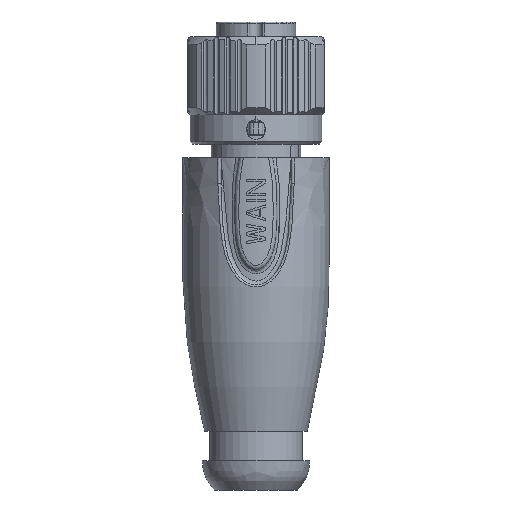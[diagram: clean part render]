
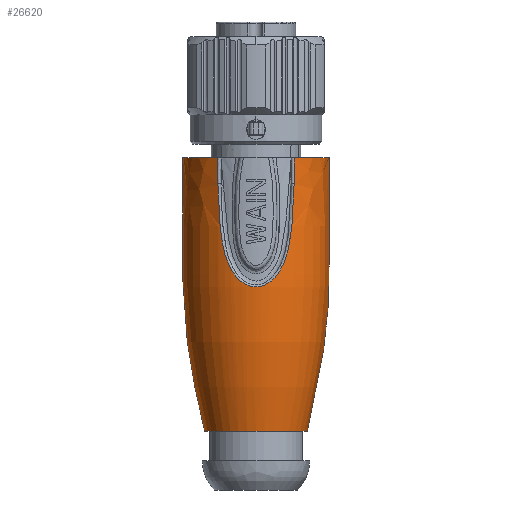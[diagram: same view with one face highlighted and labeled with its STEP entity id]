
A CAD part, front view. The second image highlights one B-rep face of the part: STEP entity #26620.
In plain terms, the highlighted face is a revolution surface.
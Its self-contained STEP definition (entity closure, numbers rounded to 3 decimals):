
#1374=CARTESIAN_POINT('',(-3.904,-6.404,
-12.4));
#1387=CARTESIAN_POINT('',(0.,0.,-12.4));
#1388=DIRECTION('',(0.,0.,1.));
#1389=DIRECTION('',(-1.,0.,0.));
#1390=AXIS2_PLACEMENT_3D('',#1387,#1388,#1389);
#1476=CARTESIAN_POINT('',(0.,0.,-12.4));
#1477=DIRECTION('',(0.,0.,1.));
#1478=DIRECTION('',(0.521,-0.854,0.));
#1479=AXIS2_PLACEMENT_3D('',#1476,#1477,#1478);
#1492=CARTESIAN_POINT('',(3.904,-6.404,
-12.4));
#2815=CARTESIAN_POINT('',(-3.9,-6.407,
-15.063));
#2816=CARTESIAN_POINT('',(-3.902,-6.406,
-14.795));
#2817=CARTESIAN_POINT('',(-3.903,-6.405,
-14.241));
#2818=CARTESIAN_POINT('',(-3.903,-6.404,
-13.355));
#2819=CARTESIAN_POINT('',(-3.903,-6.404,
-12.724));
#2820=CARTESIAN_POINT('',(-3.904,-6.404,
-12.4));
#2825=CARTESIAN_POINT('',(3.901,-6.406,
-15.061));
#2826=CARTESIAN_POINT('',(3.898,-6.409,
-15.53));
#2827=CARTESIAN_POINT('',(3.874,-6.422,
-16.42));
#2828=CARTESIAN_POINT('',(3.818,-6.455,
-17.585));
#2829=CARTESIAN_POINT('',(3.745,-6.498,
-18.627));
#2830=CARTESIAN_POINT('',(3.66,-6.545,
-19.559));
#2831=CARTESIAN_POINT('',(3.565,-6.598,
-20.399));
#2832=CARTESIAN_POINT('',(3.449,-6.66,
-21.157));
#2833=CARTESIAN_POINT('',(3.306,-6.734,
-21.836));
#2834=CARTESIAN_POINT('',(3.139,-6.814,
-22.44));
#2835=CARTESIAN_POINT('',(2.949,-6.898,
-22.972));
#2836=CARTESIAN_POINT('',(2.746,-6.98,
-23.433));
#2837=CARTESIAN_POINT('',(2.536,-7.056,
-23.828));
#2838=CARTESIAN_POINT('',(2.325,-7.125,
-24.167));
#2839=CARTESIAN_POINT('',(2.112,-7.187,
-24.455));
#2840=CARTESIAN_POINT('',(1.901,-7.242,
-24.699));
#2841=CARTESIAN_POINT('',(1.693,-7.291,
-24.904));
#2842=CARTESIAN_POINT('',(1.486,-7.332,
-25.075));
#2843=CARTESIAN_POINT('',(1.286,-7.367,
-25.215));
#2844=CARTESIAN_POINT('',(1.095,-7.395,
-25.328));
#2845=CARTESIAN_POINT('',(0.916,-7.417,
-25.416));
#2846=CARTESIAN_POINT('',(0.74,-7.435,
-25.487));
#2847=CARTESIAN_POINT('',(0.546,-7.451,
-25.548));
#2848=CARTESIAN_POINT('',(0.337,-7.462,
-25.592));
#2849=CARTESIAN_POINT('',(0.136,-7.468,
-25.614));
#2850=CARTESIAN_POINT('',(-0.057,-7.469,
-25.616));
#2851=CARTESIAN_POINT('',(-0.264,-7.465,
-25.598));
#2852=CARTESIAN_POINT('',(-0.49,-7.455,
-25.556));
#2853=CARTESIAN_POINT('',(-0.732,-7.437,
-25.484));
#2854=CARTESIAN_POINT('',(-0.994,-7.409,
-25.379));
#2855=CARTESIAN_POINT('',(-1.269,-7.37,
-25.233));
#2856=CARTESIAN_POINT('',(-1.555,-7.32,
-25.036));
#2857=CARTESIAN_POINT('',(-1.847,-7.256,
-24.778));
#2858=CARTESIAN_POINT('',(-2.135,-7.182,
-24.451));
#2859=CARTESIAN_POINT('',(-2.379,-7.108,
-24.099));
#2860=CARTESIAN_POINT('',(-2.562,-7.046,
-23.785));
#2861=CARTESIAN_POINT('',(-2.723,-6.988,
-23.469));
#2862=CARTESIAN_POINT('',(-2.882,-6.925,
-23.114));
#2863=CARTESIAN_POINT('',(-3.038,-6.859,
-22.704));
#2864=CARTESIAN_POINT('',(-3.187,-6.791,
-22.238));
#2865=CARTESIAN_POINT('',(-3.322,-6.726,
-21.72));
#2866=CARTESIAN_POINT('',(-3.442,-6.664,
-21.142));
#2867=CARTESIAN_POINT('',(-3.546,-6.609,
-20.5));
#2868=CARTESIAN_POINT('',(-3.634,-6.56,
-19.794));
#2869=CARTESIAN_POINT('',(-3.713,-6.516,
-19.019));
#2870=CARTESIAN_POINT('',(-3.783,-6.476,
-18.169));
#2871=CARTESIAN_POINT('',(-3.84,-6.443,
-17.236));
#2872=CARTESIAN_POINT('',(-3.882,-6.418,
-16.214));
#2873=CARTESIAN_POINT('',(-3.897,-6.408,
-15.457));
#2874=CARTESIAN_POINT('',(-3.9,-6.407,
-15.063));
#2879=CARTESIAN_POINT('',(3.904,-6.404,
-12.4));
#2880=CARTESIAN_POINT('',(3.904,-6.403,
-12.723));
#2881=CARTESIAN_POINT('',(3.906,-6.403,
-13.35));
#2882=CARTESIAN_POINT('',(3.906,-6.403,
-14.235));
#2883=CARTESIAN_POINT('',(3.904,-6.405,
-14.792));
#2884=CARTESIAN_POINT('',(3.901,-6.406,
-15.061));
#2889=CARTESIAN_POINT('',(0.,0.,-40.4));
#2890=DIRECTION('',(0.,0.,1.));
#2891=DIRECTION('',(-1.,0.,0.));
#2892=AXIS2_PLACEMENT_3D('',#2889,#2890,#2891);
#3322=CARTESIAN_POINT('',(-7.5,0.,-12.4));
#3323=CARTESIAN_POINT('',(-7.499,0.,-12.821));
#3324=CARTESIAN_POINT('',(-7.501,0.,-14.477));
#3325=CARTESIAN_POINT('',(-7.5,0.,-17.389));
#3326=CARTESIAN_POINT('',(-7.497,0.,-22.246));
#3327=CARTESIAN_POINT('',(-7.519,0.,-27.194));
#3328=CARTESIAN_POINT('',(-6.78,0.,-33.586));
#3329=CARTESIAN_POINT('',(-5.941,0.,-37.613));
#3330=CARTESIAN_POINT('',(-5.25,0.,-40.4));
#3343=CARTESIAN_POINT('',(5.25,0.,-40.4));
#3344=CARTESIAN_POINT('',(5.941,0.,-37.613));
#3345=CARTESIAN_POINT('',(6.78,0.,-33.586));
#3346=CARTESIAN_POINT('',(7.519,0.,-27.194));
#3347=CARTESIAN_POINT('',(7.497,0.,-22.246));
#3348=CARTESIAN_POINT('',(7.5,0.,-17.389));
#3349=CARTESIAN_POINT('',(7.501,0.,-14.477));
#3350=CARTESIAN_POINT('',(7.499,0.,-12.821));
#3351=CARTESIAN_POINT('',(7.5,0.,-12.4));
#22639=VERTEX_POINT('',#3343);
#22640=VERTEX_POINT('',#3351);
#22641=VERTEX_POINT('',#3322);
#22642=VERTEX_POINT('',#3330);
#22849=VERTEX_POINT('',#1374);
#22852=VERTEX_POINT('',#2815);
#22853=VERTEX_POINT('',#2825);
#22856=VERTEX_POINT('',#1492);
#26587=CARTESIAN_POINT('',(7.501,0.,-12.118));
#26588=CARTESIAN_POINT('',(7.5,0.,-12.212));
#26589=CARTESIAN_POINT('',(7.499,0.,-12.726));
#26590=CARTESIAN_POINT('',(7.501,0.,-14.477));
#26591=CARTESIAN_POINT('',(7.5,0.,-17.389));
#26592=CARTESIAN_POINT('',(7.497,0.,-22.246));
#26593=CARTESIAN_POINT('',(7.519,0.,-27.194));
#26594=CARTESIAN_POINT('',(6.78,0.,-33.586));
#26595=CARTESIAN_POINT('',(5.922,0.,-37.704));
#26596=CARTESIAN_POINT('',(5.205,0.,-40.583));
#26597=CARTESIAN_POINT('',(5.182,0.,-40.674));
#26602=CARTESIAN_POINT('',(0.,0.,-48.1));
#26603=DIRECTION('',(0.,0.,1.));
#26604=AXIS1_PLACEMENT('',#26602,#26603);
#26605=SURFACE_OF_REVOLUTION('',#26598,#26604);
#26606=ORIENTED_EDGE('',*,*,#25682,.F.);
#26607=ORIENTED_EDGE('',*,*,#26281,.F.);
#26609=ORIENTED_EDGE('',*,*,#26608,.F.);
#26610=ORIENTED_EDGE('',*,*,#25387,.T.);
#26612=ORIENTED_EDGE('',*,*,#26611,.F.);
#26614=ORIENTED_EDGE('',*,*,#26613,.F.);
#26616=ORIENTED_EDGE('',*,*,#26615,.F.);
#26617=ORIENTED_EDGE('',*,*,#25359,.T.);
#26618=EDGE_LOOP('',(#26606,#26607,#26609,#26610,#26612,#26614,#26616,#26617));
#26619=FACE_OUTER_BOUND('',#26618,.F.);
#26620=ADVANCED_FACE('',(#26619),#26605,.F.);
#1391=CIRCLE('',#1390,7.5);
#1480=CIRCLE('',#1479,7.5);
#2821=B_SPLINE_CURVE_WITH_KNOTS('',3,(#2815,#2816,#2817,#2818,#2819,#2820),
.UNSPECIFIED.,.F.,.F.,(4,1,1,4),(0.,0.333,0.667,1.),
.UNSPECIFIED.);
#2875=B_SPLINE_CURVE_WITH_KNOTS('',3,(#2825,#2826,#2827,#2828,#2829,#2830,#2831,
#2832,#2833,#2834,#2835,#2836,#2837,#2838,#2839,#2840,#2841,#2842,#2843,#2844,
#2845,#2846,#2847,#2848,#2849,#2850,#2851,#2852,#2853,#2854,#2855,#2856,#2857,
#2858,#2859,#2860,#2861,#2862,#2863,#2864,#2865,#2866,#2867,#2868,#2869,#2870,
#2871,#2872,#2873,#2874),.UNSPECIFIED.,.F.,.F.,(4,1,1,1,1,1,1,1,1,1,1,1,1,1,1,1,
1,1,1,1,1,1,1,1,1,1,1,1,1,1,1,1,1,1,1,1,1,1,1,1,1,1,1,1,1,1,1,4),(0.,
0.021,0.043,0.064,0.085,
0.106,0.128,0.149,0.17,
0.191,0.213,0.234,0.255,
0.277,0.298,0.319,0.34,
0.362,0.383,0.404,0.426,
0.447,0.468,0.489,0.511,
0.532,0.553,0.574,0.596,
0.617,0.638,0.66,0.681,
0.702,0.723,0.745,0.766,
0.787,0.809,0.83,0.851,
0.872,0.894,0.915,0.936,
0.957,0.979,1.),.UNSPECIFIED.);
#2885=B_SPLINE_CURVE_WITH_KNOTS('',3,(#2879,#2880,#2881,#2882,#2883,#2884),
.UNSPECIFIED.,.F.,.F.,(4,1,1,4),(0.,0.333,0.667,1.),
.UNSPECIFIED.);
#2893=CIRCLE('',#2892,5.25);
#3331=B_SPLINE_CURVE_WITH_KNOTS('',3,(#3322,#3323,#3324,#3325,#3326,#3327,#3328,
#3329,#3330),.UNSPECIFIED.,.F.,.F.,(4,1,1,1,1,1,4),(0.,0.046,
0.181,0.313,0.559,0.697,1.),
.UNSPECIFIED.);
#3352=B_SPLINE_CURVE_WITH_KNOTS('',3,(#3343,#3344,#3345,#3346,#3347,#3348,#3349,
#3350,#3351),.UNSPECIFIED.,.F.,.F.,(4,1,1,1,1,1,4),(0.,0.303,
0.441,0.687,0.819,0.954,1.),
.UNSPECIFIED.);
#25359=EDGE_CURVE('',#22641,#22849,#1391,.T.);
#25387=EDGE_CURVE('',#22856,#22640,#1480,.T.);
#25682=EDGE_CURVE('',#22852,#22849,#2821,.T.);
#26281=EDGE_CURVE('',#22853,#22852,#2875,.T.);
#26598=B_SPLINE_CURVE_WITH_KNOTS('',3,(#26587,#26588,#26589,#26590,#26591,
#26592,#26593,#26594,#26595,#26596,#26597),.UNSPECIFIED.,.F.,.F.,(4,1,1,1,1,1,1,
1,4),(0.,0.01,0.056,0.188,
0.317,0.558,0.693,0.99,1.),
.UNSPECIFIED.);
#26608=EDGE_CURVE('',#22856,#22853,#2885,.T.);
#26611=EDGE_CURVE('',#22639,#22640,#3352,.T.);
#26613=EDGE_CURVE('',#22642,#22639,#2893,.T.);
#26615=EDGE_CURVE('',#22641,#22642,#3331,.T.);
